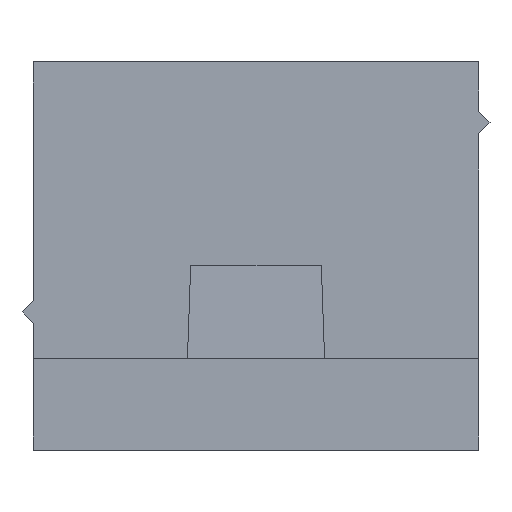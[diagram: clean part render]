
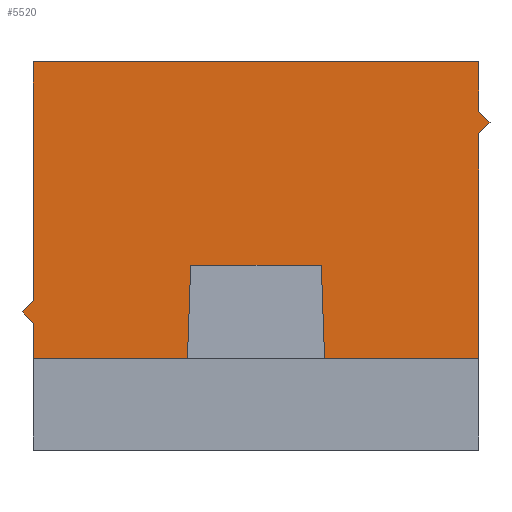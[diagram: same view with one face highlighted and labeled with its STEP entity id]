
A CAD part, left-side view. The second image highlights one B-rep face of the part: STEP entity #5520.
In plain terms, the highlighted face is planar.
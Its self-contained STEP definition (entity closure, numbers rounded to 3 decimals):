
#250=CARTESIAN_POINT('',(1.078,19.,15.));
#260=DIRECTION('',(1.,0.,0.));
#270=VECTOR('',#260,1.);
#280=LINE('',#250,#270);
#290=CARTESIAN_POINT('',(-56.15,19.,15.));
#300=VERTEX_POINT('',#290);
#310=CARTESIAN_POINT('',(-36.65,19.,15.));
#320=VERTEX_POINT('',#310);
#330=EDGE_CURVE('',#300,#320,#280,.T.);
#4270=CARTESIAN_POINT('',(-56.15,19.,
0.));
#4280=DIRECTION('',(0.,0.,-1.));
#4290=VECTOR('',#4280,1.);
#4300=LINE('',#4270,#4290);
#4310=CARTESIAN_POINT('',(-56.15,19.,
12.85));
#4320=VERTEX_POINT('',#4310);
#4330=EDGE_CURVE('',#300,#4320,#4300,.T.);
#4530=CARTESIAN_POINT('',(-46.4,19.,
5.75));
#4540=DIRECTION('',(0.,-1.,0.));
#4550=DIRECTION('',(1.,0.,0.));
#4560=AXIS2_PLACEMENT_3D('',#4530,#4540,#4550);
#4570=PLANE('',#4560);
#4580=ORIENTED_EDGE('',*,*,#330,.T.);
#4590=ORIENTED_EDGE('',*,*,#4330,.F.);
#4600=CARTESIAN_POINT('',(1.078,19.,
70.078));
#4610=DIRECTION('',(0.707,0.,
0.707));
#4620=VECTOR('',#4610,1.);
#4630=LINE('',#4600,#4620);
#4640=CARTESIAN_POINT('',(-56.65,19.,
12.35));
#4650=VERTEX_POINT('',#4640);
#4660=EDGE_CURVE('',#4650,#4320,#4630,.T.);
#4670=ORIENTED_EDGE('',*,*,#4660,.T.);
#4680=CARTESIAN_POINT('',(-44.3,19.,
0.));
#4690=DIRECTION('',(-0.707,0.,
0.707));
#4700=VECTOR('',#4690,1.);
#4710=LINE('',#4680,#4700);
#4720=CARTESIAN_POINT('',(-56.15,19.,
11.85));
#4730=VERTEX_POINT('',#4720);
#4740=EDGE_CURVE('',#4730,#4650,#4710,.T.);
#4750=ORIENTED_EDGE('',*,*,#4740,.T.);
#4760=CARTESIAN_POINT('',(-56.15,19.,
0.));
#4770=DIRECTION('',(0.,0.,-1.));
#4780=VECTOR('',#4770,1.);
#4790=LINE('',#4760,#4780);
#4800=CARTESIAN_POINT('',(-56.15,19.,
2.));
#4810=VERTEX_POINT('',#4800);
#4820=EDGE_CURVE('',#4730,#4810,#4790,.T.);
#4830=ORIENTED_EDGE('',*,*,#4820,.F.);
#4840=CARTESIAN_POINT('',(1.078,19.,
2.));
#4850=DIRECTION('',(1.,0.,0.));
#4860=VECTOR('',#4850,1.);
#4870=LINE('',#4840,#4860);
#4880=CARTESIAN_POINT('',(-47.903,19.,
2.));
#4890=VERTEX_POINT('',#4880);
#4900=EDGE_CURVE('',#4810,#4890,#4870,.T.);
#4910=ORIENTED_EDGE('',*,*,#4900,.F.);
#4920=CARTESIAN_POINT('',(-47.973,19.,
0.));
#4930=DIRECTION('',(0.035,0.,
0.999));
#4940=VECTOR('',#4930,1.);
#4950=LINE('',#4920,#4940);
#4960=CARTESIAN_POINT('',(-47.76,19.,
6.1));
#4970=VERTEX_POINT('',#4960);
#4980=EDGE_CURVE('',#4890,#4970,#4950,.T.);
#4990=ORIENTED_EDGE('',*,*,#4980,.F.);
#5000=CARTESIAN_POINT('',(1.078,19.,
6.1));
#5010=DIRECTION('',(-1.,0.,0.));
#5020=VECTOR('',#5010,1.);
#5030=LINE('',#5000,#5020);
#5040=CARTESIAN_POINT('',(-45.04,19.,
6.1));
#5050=VERTEX_POINT('',#5040);
#5060=EDGE_CURVE('',#5050,#4970,#5030,.T.);
#5070=ORIENTED_EDGE('',*,*,#5060,.T.);
#5080=CARTESIAN_POINT('',(-44.827,19.,
0.));
#5090=DIRECTION('',(0.035,0.,
-0.999));
#5100=VECTOR('',#5090,1.);
#5110=LINE('',#5080,#5100);
#5120=CARTESIAN_POINT('',(-44.897,19.,
2.));
#5130=VERTEX_POINT('',#5120);
#5140=EDGE_CURVE('',#5050,#5130,#5110,.T.);
#5150=ORIENTED_EDGE('',*,*,#5140,.F.);
#5160=CARTESIAN_POINT('',(-36.65,19.,
2.));
#5170=VERTEX_POINT('',#5160);
#5180=EDGE_CURVE('',#5130,#5170,#4870,.T.);
#5190=ORIENTED_EDGE('',*,*,#5180,.F.);
#5200=CARTESIAN_POINT('',(-36.65,19.,
0.));
#5210=DIRECTION('',(0.,0.,1.));
#5220=VECTOR('',#5210,1.);
#5230=LINE('',#5200,#5220);
#5240=CARTESIAN_POINT('',(-36.65,19.,
3.55));
#5250=VERTEX_POINT('',#5240);
#5260=EDGE_CURVE('',#5170,#5250,#5230,.T.);
#5270=ORIENTED_EDGE('',*,*,#5260,.F.);
#5280=CARTESIAN_POINT('',(0.578,19.,
40.778));
#5290=DIRECTION('',(-0.707,0.,
-0.707));
#5300=VECTOR('',#5290,1.);
#5310=LINE('',#5280,#5300);
#5320=CARTESIAN_POINT('',(-36.15,19.,
4.05));
#5330=VERTEX_POINT('',#5320);
#5340=EDGE_CURVE('',#5330,#5250,#5310,.T.);
#5350=ORIENTED_EDGE('',*,*,#5340,.T.);
#5360=CARTESIAN_POINT('',(0.578,19.,
-32.678));
#5370=DIRECTION('',(0.707,0.,
-0.707));
#5380=VECTOR('',#5370,1.);
#5390=LINE('',#5360,#5380);
#5400=CARTESIAN_POINT('',(-36.65,19.,
4.55));
#5410=VERTEX_POINT('',#5400);
#5420=EDGE_CURVE('',#5410,#5330,#5390,.T.);
#5430=ORIENTED_EDGE('',*,*,#5420,.T.);
#5440=CARTESIAN_POINT('',(-36.65,19.,
0.));
#5450=DIRECTION('',(0.,0.,1.));
#5460=VECTOR('',#5450,1.);
#5470=LINE('',#5440,#5460);
#5480=EDGE_CURVE('',#5410,#320,#5470,.T.);
#5490=ORIENTED_EDGE('',*,*,#5480,.F.);
#5500=EDGE_LOOP('',(#5490,#5430,#5350,#5270,#5190,#5150,#5070,#4990,
#4910,#4830,#4750,#4670,#4590,#4580));
#5510=FACE_OUTER_BOUND('',#5500,.T.);
#5520=ADVANCED_FACE('',(#5510),#4570,.F.);
